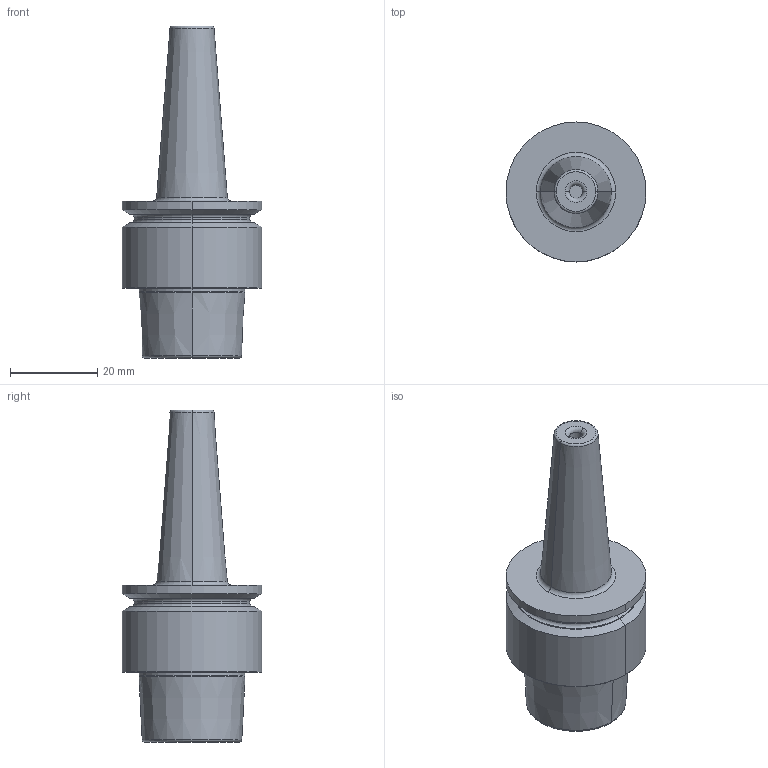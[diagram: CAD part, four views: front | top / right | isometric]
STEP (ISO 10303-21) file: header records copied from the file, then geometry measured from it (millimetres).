
FILE_DESCRIPTION((''),'2;1');
FILE_NAME('30338447','2013-08-21T',('reuterm'),(''),'PRO/ENGINEER BY PARAMETRIC TECHNOLOGY CORPORATION, 2011220','PRO/ENGINEER BY PARAMETRIC TECHNOLOGY CORPORATION, 2011220','');
FILE_SCHEMA(('AUTOMOTIVE_DESIGN_CC2 { 1 2 10303 214 -1 1 5 2 }'));
Length unit declared in the file: millimetre
Products named in the file (1): 30338447
Bounding box: 32 x 32 x 75.9 mm (x, y, z)
Volume: 27636.4 mm3; surface area: 6747.9 mm2
Topology: 1 solids, 1 shells, 47 faces, 838 edges, 1266 vertices
Faces by surface type: torus 16, cone 14, cylinder 10, plane 7
Entity records: 8814 total; most frequent: CARTESIAN_POINT 2653, PRESENTATION_STYLE_ASSIGNMENT 923, STYLED_ITEM 923, CURVE_STYLE 882, DIRECTION 659, B_SPLINE_CURVE_WITH_KNOTS 414, TRIMMED_CURVE 332, VECTOR 295
